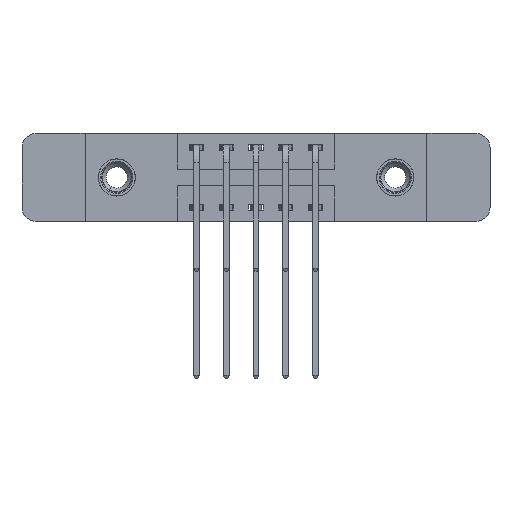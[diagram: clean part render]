
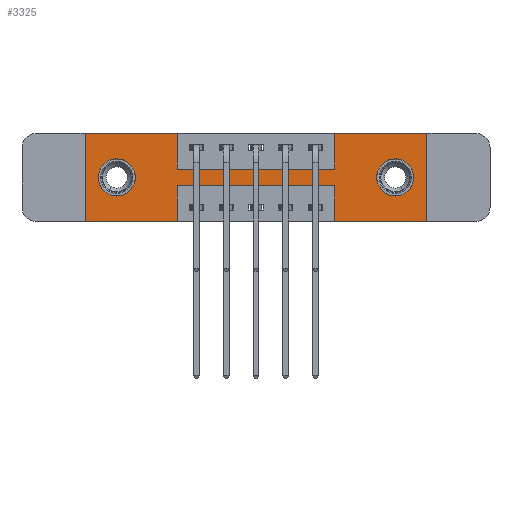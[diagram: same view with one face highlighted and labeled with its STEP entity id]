
A CAD part, front view. The second image highlights one B-rep face of the part: STEP entity #3325.
In plain terms, the highlighted planar face has unit normal (0, -1, 0).
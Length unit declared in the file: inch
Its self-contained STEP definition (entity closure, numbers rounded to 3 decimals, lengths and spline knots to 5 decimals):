
#213 = PLANE ( 'NONE',  #579 ) ;
#230 = VERTEX_POINT ( 'NONE', #2925 ) ;
#321 = EDGE_CURVE ( 'NONE', #6201, #10778, #9793, .T. ) ;
#366 = CARTESIAN_POINT ( 'NONE',  ( 0.3875, 0., -0.22 ) ) ;
#579 = AXIS2_PLACEMENT_3D ( 'NONE', #12982, #8362, #11800 ) ;
#883 = VECTOR ( 'NONE', #9214, 39.37008 ) ;
#1005 = VECTOR ( 'NONE', #10595, 39.37008 ) ;
#1012 = AXIS2_PLACEMENT_3D ( 'NONE', #4316, #7653, #10365 ) ;
#1414 = ORIENTED_EDGE ( 'NONE', *, *, #8183, .T. ) ;
#1536 = ORIENTED_EDGE ( 'NONE', *, *, #7047, .F. ) ;
#1642 = ORIENTED_EDGE ( 'NONE', *, *, #14646, .T. ) ;
#1666 = CARTESIAN_POINT ( 'NONE',  ( 0., 0., 0. ) ) ;
#1788 = CIRCLE ( 'NONE', #1012, 0.078 ) ;
#1979 = ORIENTED_EDGE ( 'NONE', *, *, #15120, .F. ) ;
#1986 = CARTESIAN_POINT ( 'NONE',  ( 0.1325, 0., -0.185 ) ) ;
#2148 = CARTESIAN_POINT ( 'NONE',  ( 0.1325, 0., -0.263 ) ) ;
#2270 = VERTEX_POINT ( 'NONE', #2946 ) ;
#2325 = ORIENTED_EDGE ( 'NONE', *, *, #14947, .F. ) ;
#2330 = FACE_OUTER_BOUND ( 'NONE', #4649, .T. ) ;
#2482 = CARTESIAN_POINT ( 'NONE',  ( 0., 0., -0.37 ) ) ;
#2500 = VERTEX_POINT ( 'NONE', #6902 ) ;
#2603 = CARTESIAN_POINT ( 'NONE',  ( 1.0475, 0., 0. ) ) ;
#2724 = CARTESIAN_POINT ( 'NONE',  ( 0., 0., 0. ) ) ;
#2741 = CARTESIAN_POINT ( 'NONE',  ( 1.435, 0., 0. ) ) ;
#2925 = CARTESIAN_POINT ( 'NONE',  ( 0.1325, 0., -0.107 ) ) ;
#2946 = CARTESIAN_POINT ( 'NONE',  ( 1.3025, 0., -0.107 ) ) ;
#2968 = ORIENTED_EDGE ( 'NONE', *, *, #6945, .F. ) ;
#2979 = DIRECTION ( 'NONE',  ( 0., 0., -1. ) ) ;
#3040 = CARTESIAN_POINT ( 'NONE',  ( 0., 0., 0. ) ) ;
#3325 = ADVANCED_FACE ( 'NONE', ( #3547, #7181, #2330 ), #213, .T. ) ;
#3521 = CARTESIAN_POINT ( 'NONE',  ( 1.435, 0., 0. ) ) ;
#3547 = FACE_BOUND ( 'NONE', #14554, .T. ) ;
#3640 = DIRECTION ( 'NONE',  ( -1., 0., 0. ) ) ;
#3672 = VECTOR ( 'NONE', #12449, 39.37008 ) ;
#3929 = CIRCLE ( 'NONE', #12702, 0.078 ) ;
#4138 = CARTESIAN_POINT ( 'NONE',  ( 0., 0., -0.37 ) ) ;
#4216 = LINE ( 'NONE', #4138, #6466 ) ;
#4250 = LINE ( 'NONE', #3040, #883 ) ;
#4316 = CARTESIAN_POINT ( 'NONE',  ( 0.1325, 0., -0.185 ) ) ;
#4427 = VECTOR ( 'NONE', #6517, 39.37008 ) ;
#4649 = EDGE_LOOP ( 'NONE', ( #10646, #1979, #1536, #12737, #8199, #2968, #14236, #4967, #11336, #12708, #15068, #2325 ) ) ;
#4738 = EDGE_CURVE ( 'NONE', #11819, #9757, #4250, .T. ) ;
#4967 = ORIENTED_EDGE ( 'NONE', *, *, #14556, .F. ) ;
#5233 = EDGE_CURVE ( 'NONE', #10053, #2500, #11962, .T. ) ;
#5234 = LINE ( 'NONE', #1666, #4427 ) ;
#5565 = LINE ( 'NONE', #15402, #1005 ) ;
#5591 = VERTEX_POINT ( 'NONE', #2482 ) ;
#5740 = VECTOR ( 'NONE', #8615, 39.37008 ) ;
#6201 = VERTEX_POINT ( 'NONE', #6512 ) ;
#6268 = VERTEX_POINT ( 'NONE', #10107 ) ;
#6365 = CIRCLE ( 'NONE', #10360, 0.078 ) ;
#6466 = VECTOR ( 'NONE', #15080, 39.37008 ) ;
#6512 = CARTESIAN_POINT ( 'NONE',  ( 1.435, 0., -0.37 ) ) ;
#6517 = DIRECTION ( 'NONE',  ( 0., 0., 1. ) ) ;
#6902 = CARTESIAN_POINT ( 'NONE',  ( 0.3875, 0., -0.37 ) ) ;
#6945 = EDGE_CURVE ( 'NONE', #15484, #12287, #7565, .T. ) ;
#6962 = VECTOR ( 'NONE', #8338, 39.37008 ) ;
#7008 = VERTEX_POINT ( 'NONE', #2148 ) ;
#7047 = EDGE_CURVE ( 'NONE', #10778, #15157, #5565, .T. ) ;
#7138 = CARTESIAN_POINT ( 'NONE',  ( 0.3875, 0., 0. ) ) ;
#7155 = EDGE_CURVE ( 'NONE', #2270, #15281, #6365, .T. ) ;
#7181 = FACE_BOUND ( 'NONE', #9755, .T. ) ;
#7354 = CARTESIAN_POINT ( 'NONE',  ( 0., 0., -0.37 ) ) ;
#7363 = CARTESIAN_POINT ( 'NONE',  ( 0., 0., 0. ) ) ;
#7450 = VECTOR ( 'NONE', #7918, 39.37008 ) ;
#7565 = LINE ( 'NONE', #2724, #9361 ) ;
#7653 = DIRECTION ( 'NONE',  ( 0., 1., 0. ) ) ;
#7680 = LINE ( 'NONE', #2603, #3672 ) ;
#7716 = VECTOR ( 'NONE', #8981, 39.37008 ) ;
#7918 = DIRECTION ( 'NONE',  ( 0., 0., -1. ) ) ;
#8038 = DIRECTION ( 'NONE',  ( 0., 1., 0. ) ) ;
#8183 = EDGE_CURVE ( 'NONE', #15281, #2270, #15186, .T. ) ;
#8199 = ORIENTED_EDGE ( 'NONE', *, *, #14740, .F. ) ;
#8338 = DIRECTION ( 'NONE',  ( 0., 0., -1. ) ) ;
#8362 = DIRECTION ( 'NONE',  ( 0., -1., 0. ) ) ;
#8454 = CARTESIAN_POINT ( 'NONE',  ( 1.0475, 0., -0.22 ) ) ;
#8615 = DIRECTION ( 'NONE',  ( 0., 0., -1. ) ) ;
#8981 = DIRECTION ( 'NONE',  ( 1., 0., 0. ) ) ;
#9068 = EDGE_CURVE ( 'NONE', #230, #7008, #1788, .T. ) ;
#9102 = LINE ( 'NONE', #13895, #7450 ) ;
#9214 = DIRECTION ( 'NONE',  ( 1., 0., 0. ) ) ;
#9361 = VECTOR ( 'NONE', #12411, 39.37008 ) ;
#9405 = AXIS2_PLACEMENT_3D ( 'NONE', #10377, #8038, #2979 ) ;
#9708 = LINE ( 'NONE', #14414, #12975 ) ;
#9755 = EDGE_LOOP ( 'NONE', ( #14713, #1642 ) ) ;
#9757 = VERTEX_POINT ( 'NONE', #7138 ) ;
#9793 = LINE ( 'NONE', #7354, #11619 ) ;
#9938 = CARTESIAN_POINT ( 'NONE',  ( 1.3025, 0., -0.263 ) ) ;
#10038 = CARTESIAN_POINT ( 'NONE',  ( 0.3875, 0., -0.15 ) ) ;
#10053 = VERTEX_POINT ( 'NONE', #366 ) ;
#10100 = VERTEX_POINT ( 'NONE', #10038 ) ;
#10107 = CARTESIAN_POINT ( 'NONE',  ( 1.0475, 0., -0.15 ) ) ;
#10360 = AXIS2_PLACEMENT_3D ( 'NONE', #12075, #12003, #13358 ) ;
#10365 = DIRECTION ( 'NONE',  ( 0., 0., 1. ) ) ;
#10377 = CARTESIAN_POINT ( 'NONE',  ( 1.3025, 0., -0.185 ) ) ;
#10595 = DIRECTION ( 'NONE',  ( 0., 0., 1. ) ) ;
#10646 = ORIENTED_EDGE ( 'NONE', *, *, #5233, .F. ) ;
#10679 = DIRECTION ( 'NONE',  ( 0., 1., 0. ) ) ;
#10778 = VERTEX_POINT ( 'NONE', #12020 ) ;
#11336 = ORIENTED_EDGE ( 'NONE', *, *, #13637, .F. ) ;
#11619 = VECTOR ( 'NONE', #13404, 39.37008 ) ;
#11775 = LINE ( 'NONE', #3521, #6962 ) ;
#11800 = DIRECTION ( 'NONE',  ( 0., 0., -1. ) ) ;
#11819 = VERTEX_POINT ( 'NONE', #7363 ) ;
#11962 = LINE ( 'NONE', #14336, #5740 ) ;
#12003 = DIRECTION ( 'NONE',  ( 0., 1., 0. ) ) ;
#12020 = CARTESIAN_POINT ( 'NONE',  ( 1.0475, 0., -0.37 ) ) ;
#12075 = CARTESIAN_POINT ( 'NONE',  ( 1.3025, 0., -0.185 ) ) ;
#12287 = VERTEX_POINT ( 'NONE', #2741 ) ;
#12411 = DIRECTION ( 'NONE',  ( 1., 0., 0. ) ) ;
#12449 = DIRECTION ( 'NONE',  ( 0., 0., 1. ) ) ;
#12702 = AXIS2_PLACEMENT_3D ( 'NONE', #1986, #10679, #12867 ) ;
#12708 = ORIENTED_EDGE ( 'NONE', *, *, #4738, .F. ) ;
#12737 = ORIENTED_EDGE ( 'NONE', *, *, #321, .F. ) ;
#12867 = DIRECTION ( 'NONE',  ( 0., 0., 1. ) ) ;
#12889 = CARTESIAN_POINT ( 'NONE',  ( 1.0475, 0., 0. ) ) ;
#12975 = VECTOR ( 'NONE', #3640, 39.37008 ) ;
#12982 = CARTESIAN_POINT ( 'NONE',  ( 0., 0., -0.37 ) ) ;
#13358 = DIRECTION ( 'NONE',  ( 0., 0., -1. ) ) ;
#13404 = DIRECTION ( 'NONE',  ( -1., 0., 0. ) ) ;
#13637 = EDGE_CURVE ( 'NONE', #9757, #10100, #9102, .T. ) ;
#13861 = EDGE_CURVE ( 'NONE', #6268, #15484, #7680, .T. ) ;
#13895 = CARTESIAN_POINT ( 'NONE',  ( 0.3875, 0., 0. ) ) ;
#13920 = CARTESIAN_POINT ( 'NONE',  ( 0.3875, 0., -0.15 ) ) ;
#14236 = ORIENTED_EDGE ( 'NONE', *, *, #13861, .F. ) ;
#14336 = CARTESIAN_POINT ( 'NONE',  ( 0.3875, 0., -0.37 ) ) ;
#14414 = CARTESIAN_POINT ( 'NONE',  ( 0.3875, 0., -0.22 ) ) ;
#14554 = EDGE_LOOP ( 'NONE', ( #15524, #1414 ) ) ;
#14556 = EDGE_CURVE ( 'NONE', #10100, #6268, #14951, .T. ) ;
#14646 = EDGE_CURVE ( 'NONE', #7008, #230, #3929, .T. ) ;
#14713 = ORIENTED_EDGE ( 'NONE', *, *, #9068, .T. ) ;
#14740 = EDGE_CURVE ( 'NONE', #12287, #6201, #11775, .T. ) ;
#14947 = EDGE_CURVE ( 'NONE', #2500, #5591, #4216, .T. ) ;
#14951 = LINE ( 'NONE', #13920, #7716 ) ;
#15046 = EDGE_CURVE ( 'NONE', #5591, #11819, #5234, .T. ) ;
#15068 = ORIENTED_EDGE ( 'NONE', *, *, #15046, .F. ) ;
#15080 = DIRECTION ( 'NONE',  ( -1., 0., 0. ) ) ;
#15120 = EDGE_CURVE ( 'NONE', #15157, #10053, #9708, .T. ) ;
#15157 = VERTEX_POINT ( 'NONE', #8454 ) ;
#15186 = CIRCLE ( 'NONE', #9405, 0.078 ) ;
#15281 = VERTEX_POINT ( 'NONE', #9938 ) ;
#15402 = CARTESIAN_POINT ( 'NONE',  ( 1.0475, 0., -0.37 ) ) ;
#15484 = VERTEX_POINT ( 'NONE', #12889 ) ;
#15524 = ORIENTED_EDGE ( 'NONE', *, *, #7155, .T. ) ;
